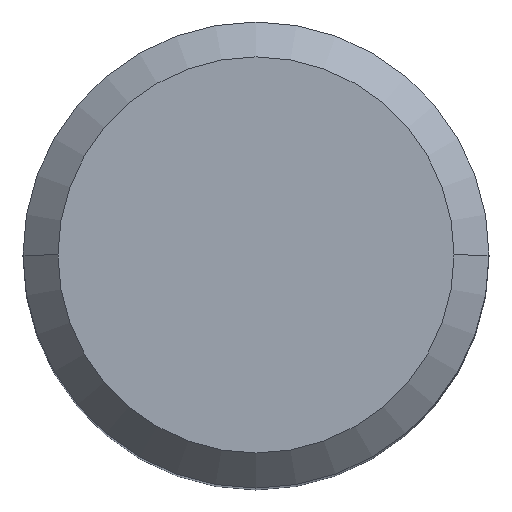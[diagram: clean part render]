
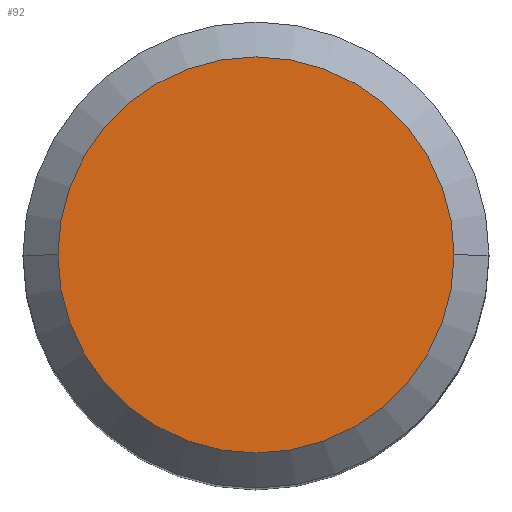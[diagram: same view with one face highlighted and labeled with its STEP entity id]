
A CAD part, top view. The second image highlights one B-rep face of the part: STEP entity #92.
In plain terms, the highlighted planar face has unit normal (0, 0, 1).
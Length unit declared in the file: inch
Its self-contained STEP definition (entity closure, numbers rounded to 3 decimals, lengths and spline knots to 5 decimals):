
#34 = DIRECTION ( 'NONE',  ( 1., 0., 0. ) ) ;
#48 = CIRCLE ( 'NONE', #174, 0.31875 ) ;
#53 = DIRECTION ( 'NONE',  ( 1., 0., 0. ) ) ;
#56 = AXIS2_PLACEMENT_3D ( 'NONE', #73, #221, #283 ) ;
#73 = CARTESIAN_POINT ( 'NONE',  ( 0., 0., 0. ) ) ;
#92 = ADVANCED_FACE ( 'NONE', ( #131 ), #191, .F. ) ;
#131 = FACE_OUTER_BOUND ( 'NONE', #257, .T. ) ;
#150 = CIRCLE ( 'NONE', #217, 0.31875 ) ;
#174 = AXIS2_PLACEMENT_3D ( 'NONE', #224, #379, #34 ) ;
#190 = VERTEX_POINT ( 'NONE', #200 ) ;
#191 = PLANE ( 'NONE',  #56 ) ;
#200 = CARTESIAN_POINT ( 'NONE',  ( 0.31875, 0., 0. ) ) ;
#202 = ORIENTED_EDGE ( 'NONE', *, *, #291, .T. ) ;
#217 = AXIS2_PLACEMENT_3D ( 'NONE', #359, #402, #53 ) ;
#221 = DIRECTION ( 'NONE',  ( 0., 0., -1. ) ) ;
#224 = CARTESIAN_POINT ( 'NONE',  ( 0., 0., 0. ) ) ;
#257 = EDGE_LOOP ( 'NONE', ( #349, #202 ) ) ;
#283 = DIRECTION ( 'NONE',  ( -1., 0., 0. ) ) ;
#291 = EDGE_CURVE ( 'NONE', #190, #450, #150, .T. ) ;
#349 = ORIENTED_EDGE ( 'NONE', *, *, #429, .T. ) ;
#359 = CARTESIAN_POINT ( 'NONE',  ( 0., 0., 0. ) ) ;
#379 = DIRECTION ( 'NONE',  ( 0., 0., 1. ) ) ;
#402 = DIRECTION ( 'NONE',  ( 0., 0., 1. ) ) ;
#429 = EDGE_CURVE ( 'NONE', #450, #190, #48, .T. ) ;
#440 = CARTESIAN_POINT ( 'NONE',  ( -0.31875, 0., 0. ) ) ;
#450 = VERTEX_POINT ( 'NONE', #440 ) ;
